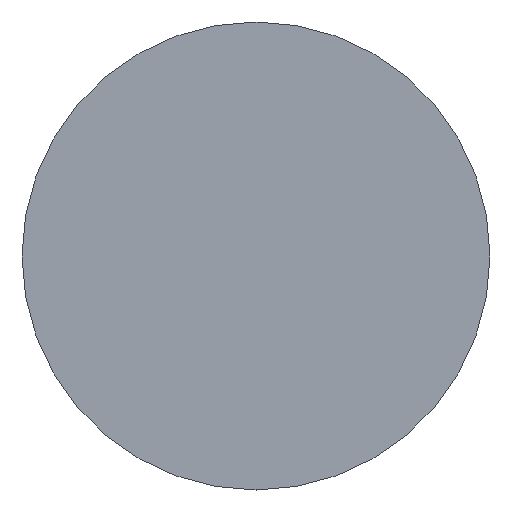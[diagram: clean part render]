
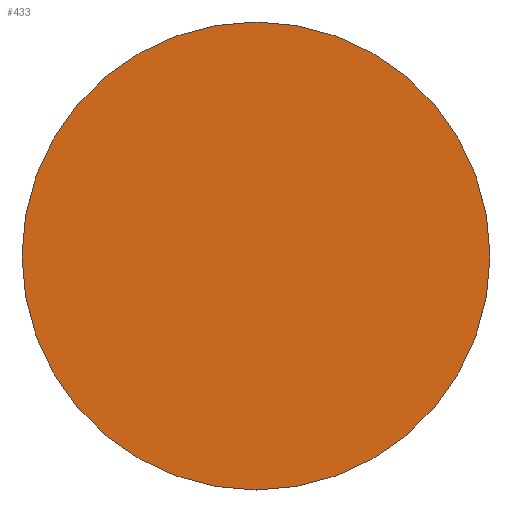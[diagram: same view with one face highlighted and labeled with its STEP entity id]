
A CAD part, left-side view. The second image highlights one B-rep face of the part: STEP entity #433.
In plain terms, the highlighted planar face has unit normal (-1, 0, 0).
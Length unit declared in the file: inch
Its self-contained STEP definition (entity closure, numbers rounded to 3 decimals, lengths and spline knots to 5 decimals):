
#9 = DIRECTION ( 'NONE',  ( 0., 0., 1. ) ) ;
#80 = CIRCLE ( 'NONE', #205, 0.023 ) ;
#202 = ORIENTED_EDGE ( 'NONE', *, *, #371, .F. ) ;
#205 = AXIS2_PLACEMENT_3D ( 'NONE', #317, #1182, #1293 ) ;
#217 = DIRECTION ( 'NONE',  ( -1., 0., 0. ) ) ;
#218 = FACE_OUTER_BOUND ( 'NONE', #710, .T. ) ;
#239 = ORIENTED_EDGE ( 'NONE', *, *, #1286, .F. ) ;
#269 = VERTEX_POINT ( 'NONE', #546 ) ;
#316 = CARTESIAN_POINT ( 'NONE',  ( -0.3, -0.023, 0. ) ) ;
#317 = CARTESIAN_POINT ( 'NONE',  ( -0.3, 0., 0. ) ) ;
#371 = EDGE_CURVE ( 'NONE', #269, #942, #80, .T. ) ;
#433 = ADVANCED_FACE ( 'NONE', ( #218 ), #448, .T. ) ;
#448 = PLANE ( 'NONE',  #1403 ) ;
#546 = CARTESIAN_POINT ( 'NONE',  ( -0.3, 0.023, 0. ) ) ;
#579 = CIRCLE ( 'NONE', #774, 0.023 ) ;
#668 = CARTESIAN_POINT ( 'NONE',  ( -0.3, 0.0235, 0. ) ) ;
#710 = EDGE_LOOP ( 'NONE', ( #239, #202 ) ) ;
#751 = DIRECTION ( 'NONE',  ( 1., 0., 0. ) ) ;
#774 = AXIS2_PLACEMENT_3D ( 'NONE', #1400, #751, #1167 ) ;
#942 = VERTEX_POINT ( 'NONE', #316 ) ;
#1167 = DIRECTION ( 'NONE',  ( 0., -1., 0. ) ) ;
#1182 = DIRECTION ( 'NONE',  ( 1., 0., 0. ) ) ;
#1286 = EDGE_CURVE ( 'NONE', #942, #269, #579, .T. ) ;
#1293 = DIRECTION ( 'NONE',  ( 0., -1., 0. ) ) ;
#1400 = CARTESIAN_POINT ( 'NONE',  ( -0.3, 0., 0. ) ) ;
#1403 = AXIS2_PLACEMENT_3D ( 'NONE', #668, #217, #9 ) ;
